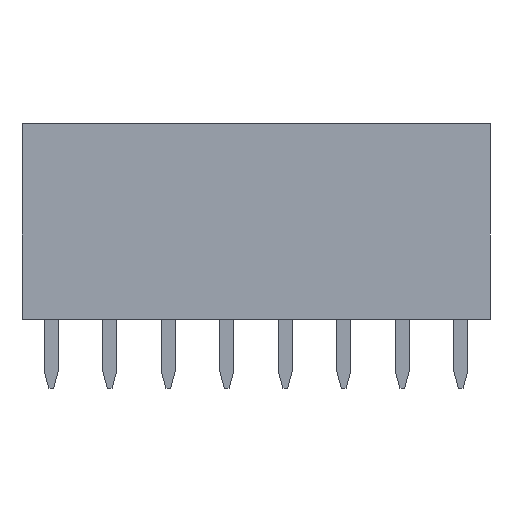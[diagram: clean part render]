
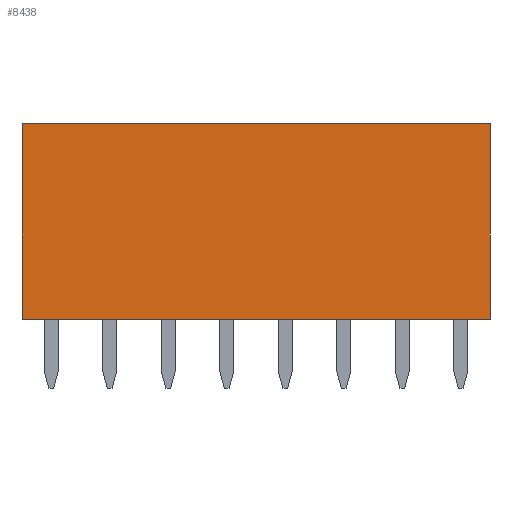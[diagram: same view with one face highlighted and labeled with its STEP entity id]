
A CAD part, left-side view. The second image highlights one B-rep face of the part: STEP entity #8438.
In plain terms, the highlighted face is planar.
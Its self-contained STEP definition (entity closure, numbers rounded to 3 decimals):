
#688=FACE_OUTER_BOUND('',#1144,.T.);
#1144=EDGE_LOOP('',(#5765,#5766,#5767,#5768));
#1586=LINE('',#11794,#2644);
#1655=LINE('',#11932,#2713);
#1658=LINE('',#11937,#2716);
#1691=LINE('',#12003,#2749);
#2644=VECTOR('',#9553,10.);
#2713=VECTOR('',#9626,1.);
#2716=VECTOR('',#9631,1.);
#2749=VECTOR('',#9666,1.);
#3701=VERTEX_POINT('',#11791);
#3702=VERTEX_POINT('',#11793);
#3768=VERTEX_POINT('',#11929);
#3769=VERTEX_POINT('',#11931);
#4450=EDGE_CURVE('',#3702,#3701,#1586,.T.);
#4519=EDGE_CURVE('',#3769,#3768,#1655,.T.);
#4522=EDGE_CURVE('',#3702,#3768,#1658,.T.);
#4555=EDGE_CURVE('',#3701,#3769,#1691,.T.);
#5765=ORIENTED_EDGE('',*,*,#4450,.T.);
#5766=ORIENTED_EDGE('',*,*,#4555,.T.);
#5767=ORIENTED_EDGE('',*,*,#4519,.T.);
#5768=ORIENTED_EDGE('',*,*,#4522,.F.);
#8054=PLANE('',#8954);
#8438=ADVANCED_FACE('',(#688),#8054,.T.);
#8954=AXIS2_PLACEMENT_3D('',#12002,#9664,#9665);
#9553=DIRECTION('',(0.,0.,-1.));
#9626=DIRECTION('',(0.,0.,1.));
#9631=DIRECTION('',(-1.,0.,0.));
#9664=DIRECTION('center_axis',(0.,1.,0.));
#9665=DIRECTION('ref_axis',(-1.,0.,0.));
#9666=DIRECTION('',(-1.,0.,0.));
#11791=CARTESIAN_POINT('',(19.047,3.81,0.));
#11793=CARTESIAN_POINT('',(19.047,3.81,8.5));
#11794=CARTESIAN_POINT('',(19.047,3.81,4.25));
#11929=CARTESIAN_POINT('',(-1.27,3.81,8.5));
#11931=CARTESIAN_POINT('',(-1.27,3.81,0.));
#11932=CARTESIAN_POINT('',(-1.27,3.81,0.));
#11937=CARTESIAN_POINT('',(52.07,3.81,8.5));
#12002=CARTESIAN_POINT('Origin',(1.27,3.81,0.));
#12003=CARTESIAN_POINT('',(52.07,3.81,0.));
